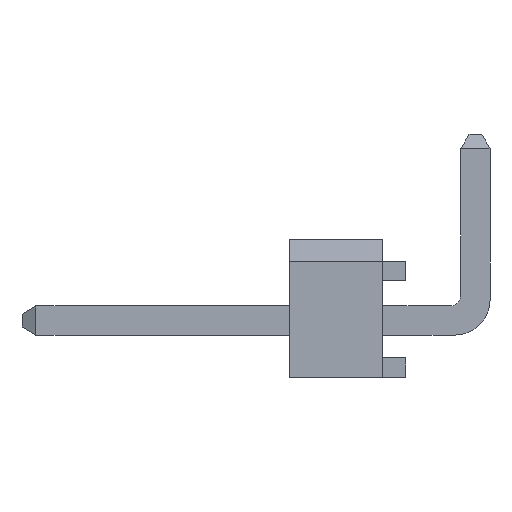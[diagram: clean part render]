
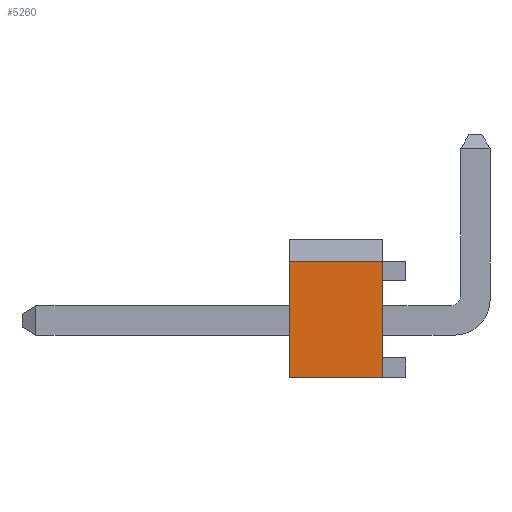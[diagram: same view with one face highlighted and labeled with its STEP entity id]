
A CAD part, left-side view. The second image highlights one B-rep face of the part: STEP entity #5260.
In plain terms, the highlighted planar face has unit normal (-1, 0, 0).
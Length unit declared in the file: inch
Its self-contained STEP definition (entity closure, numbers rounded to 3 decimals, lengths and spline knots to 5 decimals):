
#593=ORIENTED_EDGE('',*,*,#1945,.F.);
#594=ORIENTED_EDGE('',*,*,#1876,.F.);
#595=ORIENTED_EDGE('',*,*,#1946,.F.);
#596=ORIENTED_EDGE('',*,*,#1670,.T.);
#1670=EDGE_CURVE('',#2409,#2408,#2882,.T.);
#1876=EDGE_CURVE('',#2539,#2540,#3088,.T.);
#1945=EDGE_CURVE('',#2540,#2408,#3157,.T.);
#1946=EDGE_CURVE('',#2409,#2539,#3158,.T.);
#2408=VERTEX_POINT('',#7397);
#2409=VERTEX_POINT('',#7399);
#2539=VERTEX_POINT('',#7801);
#2540=VERTEX_POINT('',#7803);
#2882=LINE('',#7398,#3610);
#3088=LINE('',#7802,#3816);
#3157=LINE('',#7940,#3885);
#3158=LINE('',#7941,#3886);
#3610=VECTOR('',#5942,39.37008);
#3816=VECTOR('',#6282,39.37008);
#3885=VECTOR('',#6407,39.37008);
#3886=VECTOR('',#6408,39.37008);
#4336=EDGE_LOOP('',(#593,#594,#595,#596));
#4654=FACE_BOUND('',#4336,.T.);
#4972=PLANE('',#5584);
#5260=ADVANCED_FACE('',(#4654),#4972,.F.);
#5584=AXIS2_PLACEMENT_3D('',#7939,#6405,#6406);
#5942=DIRECTION('',(0.,-1.,0.));
#6282=DIRECTION('',(0.,-1.,0.));
#6405=DIRECTION('',(1.,0.,0.));
#6406=DIRECTION('',(0.,0.,-1.));
#6407=DIRECTION('',(0.,0.,-1.));
#6408=DIRECTION('',(0.,0.,1.));
#7397=CARTESIAN_POINT('',(-0.25,0.02,-0.05));
#7398=CARTESIAN_POINT('',(-0.25,0.1,-0.05));
#7399=CARTESIAN_POINT('',(-0.25,0.1,-0.05));
#7801=CARTESIAN_POINT('',(-0.25,0.1,0.05));
#7802=CARTESIAN_POINT('',(-0.25,0.1,0.05));
#7803=CARTESIAN_POINT('',(-0.25,0.02,0.05));
#7939=CARTESIAN_POINT('',(-0.25,0.1,-0.05));
#7940=CARTESIAN_POINT('',(-0.25,0.02,-0.05));
#7941=CARTESIAN_POINT('',(-0.25,0.1,-0.05));
